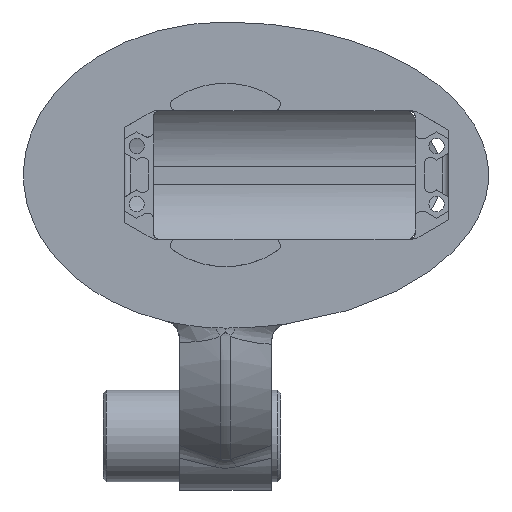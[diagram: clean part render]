
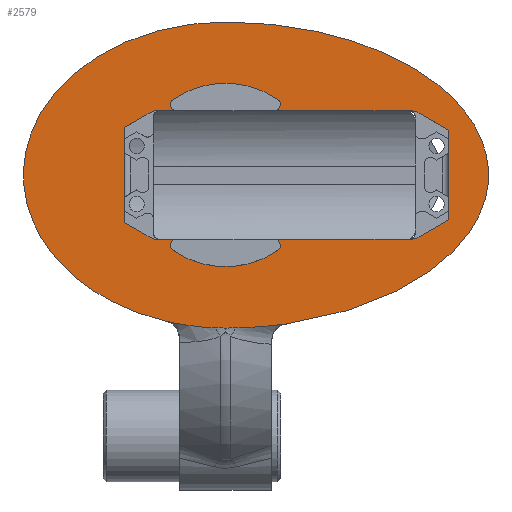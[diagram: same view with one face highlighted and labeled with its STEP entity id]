
A CAD part, top view. The second image highlights one B-rep face of the part: STEP entity #2579.
In plain terms, the highlighted planar face has unit normal (0, 0, 1).
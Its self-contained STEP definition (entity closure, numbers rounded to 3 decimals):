
#43=LINE('',#3942,#212);
#46=LINE('',#3948,#215);
#56=LINE('',#3977,#225);
#64=LINE('',#3993,#233);
#70=LINE('',#4677,#239);
#97=LINE('',#5749,#266);
#153=LINE('',#5933,#322);
#160=LINE('',#5961,#329);
#162=LINE('',#5965,#331);
#173=LINE('',#5986,#342);
#212=VECTOR('',#2926,10.);
#215=VECTOR('',#2929,10.);
#225=VECTOR('',#2953,10.);
#233=VECTOR('',#2961,10.);
#239=VECTOR('',#3049,10.);
#266=VECTOR('',#3146,10.);
#322=VECTOR('',#3294,10.);
#329=VECTOR('',#3329,10.);
#331=VECTOR('',#3333,10.);
#342=VECTOR('',#3356,10.);
#413=FACE_BOUND('',#848,.T.);
#438=CIRCLE('',#2648,1.);
#442=CIRCLE('',#2655,1.);
#444=CIRCLE('',#2659,1.);
#446=CIRCLE('',#2662,15.);
#447=CIRCLE('',#2664,1.);
#466=CIRCLE('',#2696,3.);
#468=CIRCLE('',#2700,3.);
#489=CIRCLE('',#2728,1.);
#492=CIRCLE('',#2734,1.);
#507=CIRCLE('',#2774,1.);
#508=CIRCLE('',#2777,1.);
#519=CIRCLE('',#2815,15.);
#564=PLANE('',#2814);
#573=ELLIPSE('',#2611,43.,25.);
#578=ELLIPSE('',#2680,43.,25.);
#579=ELLIPSE('',#2682,33.,25.);
#580=ELLIPSE('',#2683,43.,25.);
#581=ELLIPSE('',#2684,33.,25.);
#582=ELLIPSE('',#2687,33.,25.);
#704=FACE_OUTER_BOUND('',#847,.T.);
#847=EDGE_LOOP('',(#2315,#2316,#2317,#2318,#2319,#2320));
#848=EDGE_LOOP('',(#2321,#2322,#2323,#2324,#2325,#2326,#2327,#2328,#2329,
#2330,#2331,#2332,#2333,#2334,#2335,#2336,#2337,#2338,#2339,#2340,#2341,
#2342));
#978=VERTEX_POINT('',#3448);
#1000=VERTEX_POINT('',#3704);
#1002=VERTEX_POINT('',#3731);
#1045=VERTEX_POINT('',#3935);
#1046=VERTEX_POINT('',#3937);
#1047=VERTEX_POINT('',#3941);
#1049=VERTEX_POINT('',#3945);
#1050=VERTEX_POINT('',#3947);
#1060=VERTEX_POINT('',#3970);
#1061=VERTEX_POINT('',#3972);
#1062=VERTEX_POINT('',#3976);
#1069=VERTEX_POINT('',#3990);
#1070=VERTEX_POINT('',#3992);
#1073=VERTEX_POINT('',#4000);
#1074=VERTEX_POINT('',#4007);
#1091=VERTEX_POINT('',#4341);
#1094=VERTEX_POINT('',#4349);
#1095=VERTEX_POINT('',#4368);
#1112=VERTEX_POINT('',#4672);
#1113=VERTEX_POINT('',#4676);
#1116=VERTEX_POINT('',#4684);
#1168=VERTEX_POINT('',#5725);
#1177=VERTEX_POINT('',#5748);
#1180=VERTEX_POINT('',#5757);
#1219=VERTEX_POINT('',#5923);
#1220=VERTEX_POINT('',#5928);
#1221=VERTEX_POINT('',#5932);
#1229=VERTEX_POINT('',#5963);
#1266=EDGE_CURVE('',#978,#1000,#573,.T.);
#1318=EDGE_CURVE('',#1045,#1046,#438,.F.);
#1320=EDGE_CURVE('',#1045,#1047,#43,.T.);
#1323=EDGE_CURVE('',#1050,#1049,#46,.T.);
#1335=EDGE_CURVE('',#1060,#1061,#442,.F.);
#1337=EDGE_CURVE('',#1062,#1061,#56,.T.);
#1345=EDGE_CURVE('',#1070,#1069,#64,.T.);
#1349=EDGE_CURVE('',#1070,#1073,#444,.F.);
#1352=EDGE_CURVE('',#1060,#1073,#446,.T.);
#1354=EDGE_CURVE('',#1074,#1049,#447,.F.);
#1386=EDGE_CURVE('',#1091,#1094,#578,.T.);
#1389=EDGE_CURVE('',#1095,#1091,#579,.T.);
#1390=EDGE_CURVE('',#1094,#978,#580,.T.);
#1394=EDGE_CURVE('',#1002,#1095,#581,.T.);
#1397=EDGE_CURVE('',#1000,#1002,#582,.T.);
#1417=EDGE_CURVE('',#1062,#1112,#466,.T.);
#1419=EDGE_CURVE('',#1113,#1112,#70,.T.);
#1424=EDGE_CURVE('',#1116,#1047,#468,.T.);
#1496=EDGE_CURVE('',#1113,#1168,#489,.T.);
#1508=EDGE_CURVE('',#1177,#1168,#97,.T.);
#1513=EDGE_CURVE('',#1177,#1180,#492,.T.);
#1582=EDGE_CURVE('',#1219,#1069,#507,.T.);
#1583=EDGE_CURVE('',#1050,#1220,#508,.T.);
#1585=EDGE_CURVE('',#1221,#1220,#153,.T.);
#1598=EDGE_CURVE('',#1116,#1180,#160,.T.);
#1600=EDGE_CURVE('',#1219,#1229,#162,.T.);
#1611=EDGE_CURVE('',#1229,#1221,#173,.T.);
#1631=EDGE_CURVE('',#1074,#1046,#519,.T.);
#2315=ORIENTED_EDGE('',*,*,#1386,.T.);
#2316=ORIENTED_EDGE('',*,*,#1390,.T.);
#2317=ORIENTED_EDGE('',*,*,#1266,.T.);
#2318=ORIENTED_EDGE('',*,*,#1397,.T.);
#2319=ORIENTED_EDGE('',*,*,#1394,.T.);
#2320=ORIENTED_EDGE('',*,*,#1389,.T.);
#2321=ORIENTED_EDGE('',*,*,#1419,.T.);
#2322=ORIENTED_EDGE('',*,*,#1417,.F.);
#2323=ORIENTED_EDGE('',*,*,#1337,.T.);
#2324=ORIENTED_EDGE('',*,*,#1335,.F.);
#2325=ORIENTED_EDGE('',*,*,#1352,.T.);
#2326=ORIENTED_EDGE('',*,*,#1349,.F.);
#2327=ORIENTED_EDGE('',*,*,#1345,.T.);
#2328=ORIENTED_EDGE('',*,*,#1582,.F.);
#2329=ORIENTED_EDGE('',*,*,#1600,.T.);
#2330=ORIENTED_EDGE('',*,*,#1611,.T.);
#2331=ORIENTED_EDGE('',*,*,#1585,.T.);
#2332=ORIENTED_EDGE('',*,*,#1583,.F.);
#2333=ORIENTED_EDGE('',*,*,#1323,.T.);
#2334=ORIENTED_EDGE('',*,*,#1354,.F.);
#2335=ORIENTED_EDGE('',*,*,#1631,.T.);
#2336=ORIENTED_EDGE('',*,*,#1318,.F.);
#2337=ORIENTED_EDGE('',*,*,#1320,.T.);
#2338=ORIENTED_EDGE('',*,*,#1424,.F.);
#2339=ORIENTED_EDGE('',*,*,#1598,.T.);
#2340=ORIENTED_EDGE('',*,*,#1513,.F.);
#2341=ORIENTED_EDGE('',*,*,#1508,.T.);
#2342=ORIENTED_EDGE('',*,*,#1496,.F.);
#2579=ADVANCED_FACE('',(#704,#413),#564,.T.);
#2611=AXIS2_PLACEMENT_3D('',#3709,#2828,#2829);
#2648=AXIS2_PLACEMENT_3D('',#3938,#2921,#2922);
#2655=AXIS2_PLACEMENT_3D('',#3973,#2948,#2949);
#2659=AXIS2_PLACEMENT_3D('',#4001,#2968,#2969);
#2662=AXIS2_PLACEMENT_3D('',#4005,#2975,#2976);
#2664=AXIS2_PLACEMENT_3D('',#4009,#2980,#2981);
#2680=AXIS2_PLACEMENT_3D('',#4351,#3012,#3013);
#2682=AXIS2_PLACEMENT_3D('',#4375,#3016,#3017);
#2683=AXIS2_PLACEMENT_3D('',#4400,#3018,#3019);
#2684=AXIS2_PLACEMENT_3D('',#4453,#3020,#3021);
#2687=AXIS2_PLACEMENT_3D('',#4501,#3026,#3027);
#2696=AXIS2_PLACEMENT_3D('',#4673,#3044,#3045);
#2700=AXIS2_PLACEMENT_3D('',#4686,#3057,#3058);
#2728=AXIS2_PLACEMENT_3D('',#5726,#3127,#3128);
#2734=AXIS2_PLACEMENT_3D('',#5758,#3153,#3154);
#2774=AXIS2_PLACEMENT_3D('',#5925,#3283,#3284);
#2777=AXIS2_PLACEMENT_3D('',#5929,#3289,#3290);
#2814=AXIS2_PLACEMENT_3D('',#6073,#3398,#3399);
#2815=AXIS2_PLACEMENT_3D('',#6074,#3400,#3401);
#2828=DIRECTION('center_axis',(0.,0.,1.));
#2829=DIRECTION('ref_axis',(1.,0.,0.));
#2921=DIRECTION('center_axis',(0.,0.,-1.));
#2922=DIRECTION('ref_axis',(0.954,-0.299,0.));
#2926=DIRECTION('',(1.,0.,0.));
#2929=DIRECTION('',(1.,0.,0.));
#2948=DIRECTION('center_axis',(0.,0.,-1.));
#2949=DIRECTION('ref_axis',(0.954,0.299,0.));
#2953=DIRECTION('',(-1.,0.,0.));
#2961=DIRECTION('',(-1.,0.,0.));
#2968=DIRECTION('center_axis',(0.,0.,-1.));
#2969=DIRECTION('ref_axis',(-0.954,0.299,0.));
#2975=DIRECTION('center_axis',(0.,0.,-1.));
#2976=DIRECTION('ref_axis',(1.,0.,0.));
#2980=DIRECTION('center_axis',(0.,0.,-1.));
#2981=DIRECTION('ref_axis',(-0.954,-0.299,0.));
#3012=DIRECTION('center_axis',(0.,0.,1.));
#3013=DIRECTION('ref_axis',(1.,0.,0.));
#3016=DIRECTION('center_axis',(0.,0.,1.));
#3017=DIRECTION('ref_axis',(-1.,0.,0.));
#3018=DIRECTION('center_axis',(0.,0.,1.));
#3019=DIRECTION('ref_axis',(1.,0.,0.));
#3020=DIRECTION('center_axis',(0.,0.,1.));
#3021=DIRECTION('ref_axis',(-1.,0.,0.));
#3026=DIRECTION('center_axis',(0.,0.,1.));
#3027=DIRECTION('ref_axis',(-1.,0.,0.));
#3044=DIRECTION('center_axis',(0.,0.,1.));
#3045=DIRECTION('ref_axis',(0.259,-0.966,0.));
#3049=DIRECTION('',(-0.866,-0.5,0.));
#3057=DIRECTION('center_axis',(0.,0.,1.));
#3058=DIRECTION('ref_axis',(0.259,0.966,0.));
#3127=DIRECTION('center_axis',(0.,0.,1.));
#3128=DIRECTION('ref_axis',(0.866,-0.5,0.));
#3146=DIRECTION('',(0.,-1.,0.));
#3153=DIRECTION('center_axis',(0.,0.,1.));
#3154=DIRECTION('ref_axis',(0.866,0.5,0.));
#3283=DIRECTION('center_axis',(0.,0.,1.));
#3284=DIRECTION('ref_axis',(-0.259,-0.966,0.));
#3289=DIRECTION('center_axis',(0.,0.,1.));
#3290=DIRECTION('ref_axis',(-0.259,0.966,0.));
#3294=DIRECTION('',(0.866,0.5,0.));
#3329=DIRECTION('',(0.866,-0.5,0.));
#3333=DIRECTION('',(-0.866,0.5,0.));
#3356=DIRECTION('',(0.,1.,0.));
#3398=DIRECTION('center_axis',(0.,0.,1.));
#3399=DIRECTION('ref_axis',(1.,0.,0.));
#3400=DIRECTION('center_axis',(0.,0.,-1.));
#3401=DIRECTION('ref_axis',(1.,0.,0.));
#3448=CARTESIAN_POINT('',(10.085,-24.303,0.));
#3704=CARTESIAN_POINT('',(0.,25.,0.));
#3709=CARTESIAN_POINT('Origin',(0.,0.,0.));
#3731=CARTESIAN_POINT('',(-9.814,-23.869,0.));
#3935=CARTESIAN_POINT('',(7.984,10.5,0.));
#3937=CARTESIAN_POINT('',(8.555,12.321,0.));
#3938=CARTESIAN_POINT('Origin',(7.984,11.5,0.));
#3941=CARTESIAN_POINT('',(30.196,10.5,0.));
#3942=CARTESIAN_POINT('',(-3.375,10.5,0.));
#3945=CARTESIAN_POINT('',(-7.984,10.5,0.));
#3947=CARTESIAN_POINT('',(-11.482,10.5,0.));
#3948=CARTESIAN_POINT('',(-3.375,10.5,0.));
#3970=CARTESIAN_POINT('',(8.555,-12.321,0.));
#3972=CARTESIAN_POINT('',(7.984,-10.5,0.));
#3973=CARTESIAN_POINT('Origin',(7.984,-11.5,0.));
#3976=CARTESIAN_POINT('',(30.196,-10.5,0.));
#3977=CARTESIAN_POINT('',(18.,-10.5,0.));
#3990=CARTESIAN_POINT('',(-11.482,-10.5,0.));
#3992=CARTESIAN_POINT('',(-7.984,-10.5,0.));
#3993=CARTESIAN_POINT('',(18.,-10.5,0.));
#4000=CARTESIAN_POINT('',(-8.555,-12.321,0.));
#4001=CARTESIAN_POINT('Origin',(-7.984,-11.5,0.));
#4005=CARTESIAN_POINT('Origin',(0.,0.,0.));
#4007=CARTESIAN_POINT('',(-8.555,12.321,0.));
#4009=CARTESIAN_POINT('Origin',(-7.984,11.5,0.));
#4341=CARTESIAN_POINT('',(0.,-25.,0.));
#4349=CARTESIAN_POINT('',(1.699,-24.98,0.));
#4351=CARTESIAN_POINT('Origin',(0.,0.,0.));
#4368=CARTESIAN_POINT('',(-1.674,-24.968,0.));
#4375=CARTESIAN_POINT('Origin',(0.,0.,0.));
#4400=CARTESIAN_POINT('Origin',(0.,0.,0.));
#4453=CARTESIAN_POINT('Origin',(0.,0.,0.));
#4501=CARTESIAN_POINT('Origin',(0.,0.,0.));
#4672=CARTESIAN_POINT('',(31.696,-10.098,0.));
#4673=CARTESIAN_POINT('Origin',(30.196,-7.5,0.));
#4676=CARTESIAN_POINT('',(36.,-7.613,0.));
#4677=CARTESIAN_POINT('',(26.273,-13.229,0.));
#4684=CARTESIAN_POINT('',(31.696,10.098,0.));
#4686=CARTESIAN_POINT('Origin',(30.196,7.5,0.));
#5725=CARTESIAN_POINT('',(36.5,-6.747,0.));
#5726=CARTESIAN_POINT('Origin',(35.5,-6.747,0.));
#5748=CARTESIAN_POINT('',(36.5,6.747,0.));
#5749=CARTESIAN_POINT('',(36.5,-2.952,0.));
#5757=CARTESIAN_POINT('',(36.,7.613,0.));
#5758=CARTESIAN_POINT('Origin',(35.5,6.747,0.));
#5923=CARTESIAN_POINT('',(-11.982,-10.366,0.));
#5925=CARTESIAN_POINT('Origin',(-11.482,-9.5,0.));
#5928=CARTESIAN_POINT('',(-11.982,10.366,0.));
#5929=CARTESIAN_POINT('Origin',(-11.482,9.5,0.));
#5932=CARTESIAN_POINT('',(-16.5,7.758,0.));
#5933=CARTESIAN_POINT('',(-10.117,11.443,0.));
#5961=CARTESIAN_POINT('',(23.523,14.817,0.));
#5963=CARTESIAN_POINT('',(-16.5,-7.758,0.));
#5965=CARTESIAN_POINT('',(-7.742,-12.814,0.));
#5986=CARTESIAN_POINT('',(-16.5,-1.798,0.));
#6073=CARTESIAN_POINT('Origin',(5.,0.,0.));
#6074=CARTESIAN_POINT('Origin',(0.,0.,0.));
